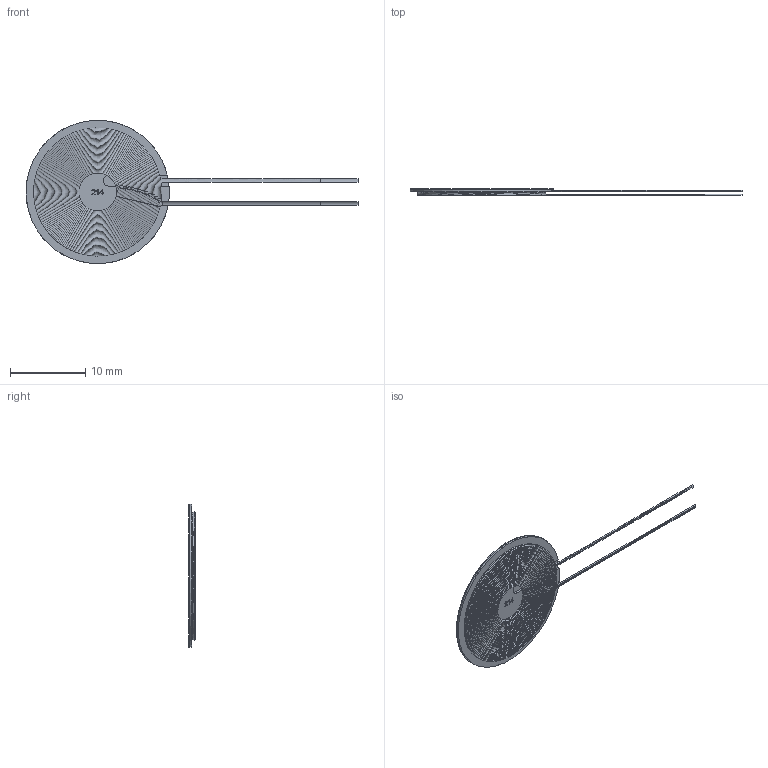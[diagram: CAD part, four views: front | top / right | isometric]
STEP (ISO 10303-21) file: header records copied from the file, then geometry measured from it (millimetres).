
FILE_DESCRIPTION(/* description */ ('Unknown'),/* implementation_level */ '2;1');
FILE_NAME(/* name */ '760308101214',/* time_stamp */ '2022-03-11T10:30:29+01:00',/* author */ ('Unknown'),/* organization */ ('Unknown'),/* preprocessor_version */ 'ST-DEVELOPER v16.7',/* originating_system */ 'Solid Edge',/* authorisation */ 'Unknown');
FILE_SCHEMA (('AUTOMOTIVE_DESIGN {1 0 10303 214 3 1 1}'));
Length unit declared in the file: millimetre
Products named in the file (6): 760308101214; ferrite_sheet_MZ1037; adhesive_tape; release_paper; PET
Assembly tree (5 placements, depth 2):
  760308101214
    ferrite_sheet_MZ1037
    760308101214
    adhesive_tape
    release_paper
    PET
Bounding box: 44 x 0.86 x 19 mm (x, y, z)
Volume: 181.1 mm3; surface area: 4134 mm2
Topology: 6 solids, 6 shells, 535 faces, 1106 edges, 580 vertices
Faces by surface type: torus 448, plane 41, bspline 28, cylinder 18
Full cylindrical faces by diameter (mm): 19 x2
Entity records: 18609 total; most frequent: CARTESIAN_POINT 3143, DIRECTION 2979, ORIENTED_EDGE 2208, AXIS2_PLACEMENT_3D 1462, EDGE_CURVE 1104, CIRCLE 949, VERTEX_POINT 580, EDGE_LOOP 548
